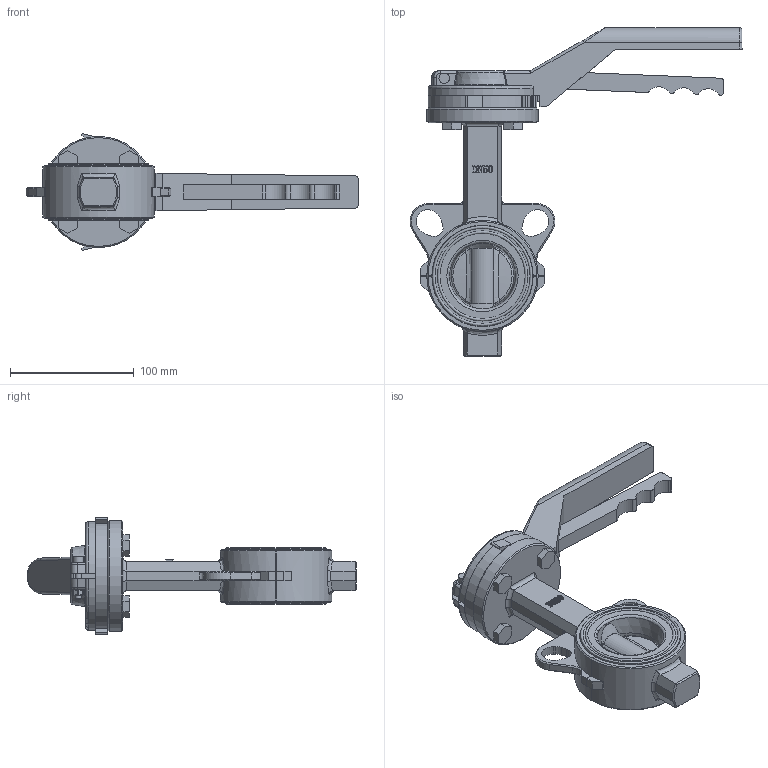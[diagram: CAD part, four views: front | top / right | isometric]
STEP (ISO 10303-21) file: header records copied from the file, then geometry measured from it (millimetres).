
FILE_DESCRIPTION(/* description */ ('Unknown'),/* implementation_level */ '2;1');
FILE_NAME(/* name */ '5400-09',/* time_stamp */ '2022-04-08T09:18:43+02:00',/* author */ ('Unknown'),/* organization */ ('Unknown'),/* preprocessor_version */ 'ST-DEVELOPER v16.7',/* originating_system */ 'Solid Edge',/* authorisation */ 'Unknown');
FILE_SCHEMA (('AUTOMOTIVE_DESIGN {1 0 10303 214 3 1 1}'));
Length unit declared in the file: millimetre
Products named in the file (13): 5400-09_PTFE-WAFER_DN050; M8x20; Handhebel 040-150; DIN934_M5; DIN912M5x30; ISO-Flansch; 5.400.050-oa0; 5.400.050_Körper; 5.400.050_Körper_0; 5.400.050_Spindel; seat; disc
Assembly tree (15 placements, depth 3):
  5400-09_PTFE-WAFER_DN050
    M8x20  x4
    Handhebel 040-150
      DIN934_M5
      DIN912M5x30
      Handhebel 040-150
      ISO-Flansch
    5.400.050-oa0
      5.400.050_Körper
      5.400.050_Körper_0
      5.400.050_Spindel
      seat
      disc
Bounding box: 268.66 x 266 x 94.3 mm (x, y, z)
Volume: 589232.5 mm3; surface area: 181636.6 mm2
Topology: 13 solids, 13 shells, 819 faces, 2199 edges, 1431 vertices
Faces by surface type: plane 392, cylinder 199, bspline 128, torus 59, cone 41
Full cylindrical faces by diameter (mm): 4.134 x1, 4.917 x4, 5 x1, 6 x2, 6.647 x4, 7 x4, 8 x5, 8.5 x1, 9 x4, 10 x5, 12.6 x4, 12.75 x1, 14.5 x1, 17.45 x4, 21.8 x1, 56 x1, 61.8 x2, 71 x2, 81 x2, 90 x1
Entity records: 34032 total; most frequent: CARTESIAN_POINT 12704, ORIENTED_EDGE 4026, DIRECTION 3490, EDGE_CURVE 2013, VERTEX_POINT 1348, AXIS2_PLACEMENT_3D 1226, LINE 1038, VECTOR 1038
